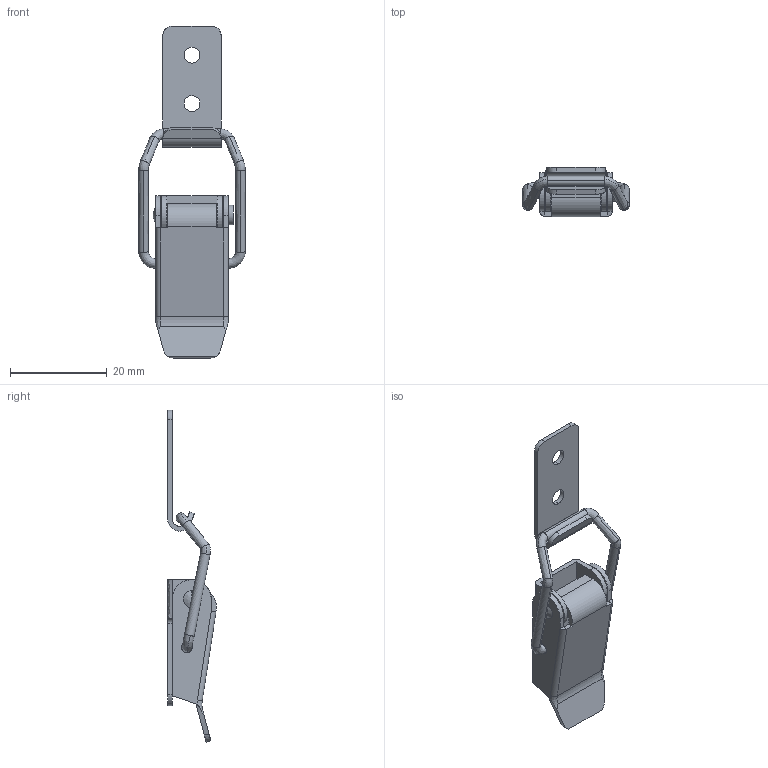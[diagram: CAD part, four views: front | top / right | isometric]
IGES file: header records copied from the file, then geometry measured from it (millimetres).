
Start section: ------------------------------------------------------------------------
Global section: file name: PC3117.32356.TL_446SUS_13925.igs; native system: spGate; preprocessor: ver20.6.3 (****-****-****-****); author: Unknown; organization: Unknown; date: 260115.184036; units: millimetre
Bounding box: 22 x 10.11 x 68.5 mm (x, y, z)
Volume: 1836.4 mm3; surface area: 4020.3 mm2
Topology: 4 solids, 4 shells, 125 faces, 338 edges, 221 vertices
Faces by surface type: bspline 125
